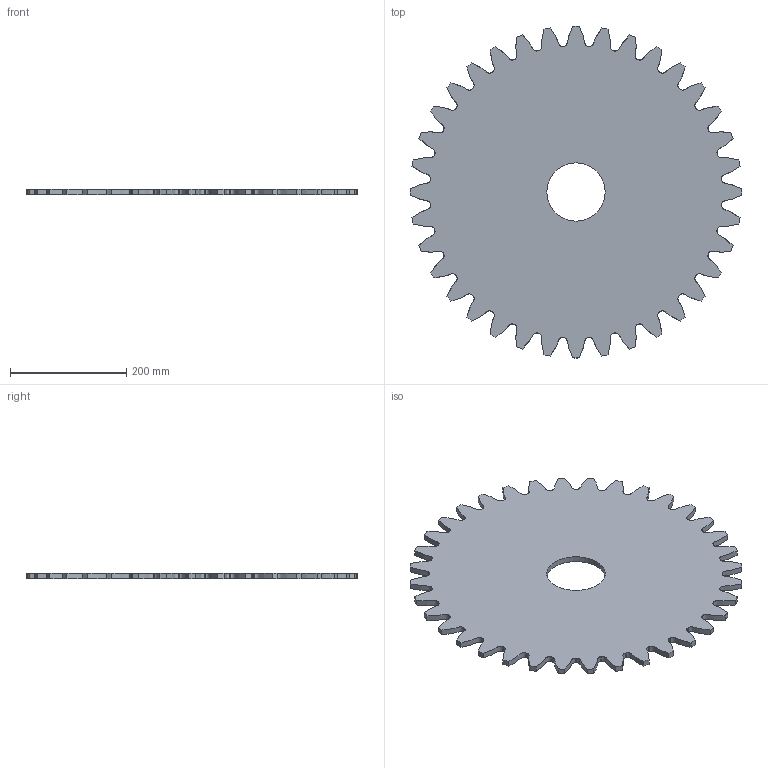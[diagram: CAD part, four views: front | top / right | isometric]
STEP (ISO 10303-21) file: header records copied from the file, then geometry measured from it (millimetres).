
FILE_DESCRIPTION( ( 'STEP AP203' ), '1' );
FILE_NAME( '36 dentes.stp', ' ', ( ' ' ), ( ' ' ), 'PSStep 18.0.17', ' ', ' ' );
FILE_SCHEMA( ( 'CONFIG_CONTROL_DESIGN' ) );
Length unit declared in the file: metre
Products named in the file (1): 1
Bounding box: 569.98 x 569.98 x 10 mm (x, y, z)
Volume: 2198207.6 mm3; surface area: 474692 mm2
Topology: 1 solids, 1 shells, 183 faces, 543 edges, 362 vertices
Faces by surface type: bspline 144, cylinder 37, plane 2
Full cylindrical faces by diameter (mm): 100 x1
Entity records: 24258 total; most frequent: CARTESIAN_POINT 20240, ORIENTED_EDGE 1084, EDGE_CURVE 542, DIRECTION 408, VERTEX_POINT 362, B_SPLINE_CURVE_WITH_KNOTS 288, EDGE_LOOP 186, FACE_OUTER_BOUND 184
